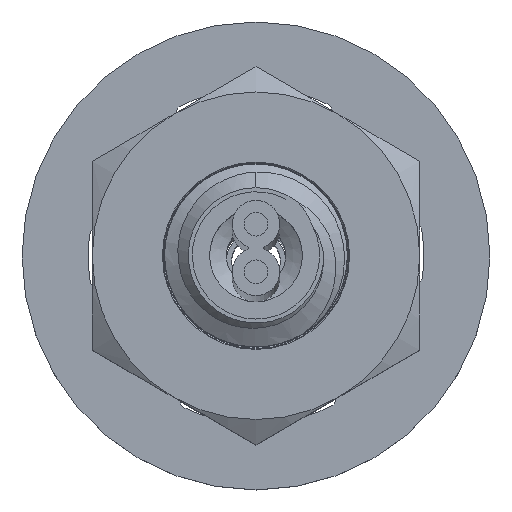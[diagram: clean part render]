
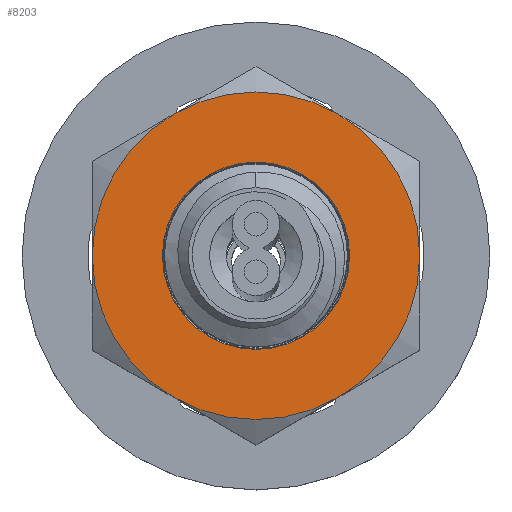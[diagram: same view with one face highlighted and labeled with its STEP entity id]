
A CAD part, top view. The second image highlights one B-rep face of the part: STEP entity #8203.
In plain terms, the highlighted planar face has unit normal (0, 0, 1).
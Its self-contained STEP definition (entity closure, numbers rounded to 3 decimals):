
#7398=CARTESIAN_POINT('',(0.,0.,0.));
#7399=DIRECTION('',(0.,0.,-1.));
#7400=DIRECTION('',(1.,0.,0.));
#7401=AXIS2_PLACEMENT_3D('',#7398,#7399,#7400);
#7403=CARTESIAN_POINT('',(0.,0.,0.));
#7404=DIRECTION('',(0.,0.,-1.));
#7405=DIRECTION('',(0.5,-0.866,0.));
#7406=AXIS2_PLACEMENT_3D('',#7403,#7404,#7405);
#7408=CARTESIAN_POINT('',(0.,0.,0.));
#7409=DIRECTION('',(0.,0.,-1.));
#7410=DIRECTION('',(-0.5,-0.866,0.));
#7411=AXIS2_PLACEMENT_3D('',#7408,#7409,#7410);
#7413=CARTESIAN_POINT('',(0.,0.,0.));
#7414=DIRECTION('',(0.,0.,-1.));
#7415=DIRECTION('',(-1.,0.,0.));
#7416=AXIS2_PLACEMENT_3D('',#7413,#7414,#7415);
#7418=CARTESIAN_POINT('',(0.,0.,0.));
#7419=DIRECTION('',(0.,0.,-1.));
#7420=DIRECTION('',(-0.5,0.866,0.));
#7421=AXIS2_PLACEMENT_3D('',#7418,#7419,#7420);
#7423=CARTESIAN_POINT('',(0.,0.,0.));
#7424=DIRECTION('',(0.,0.,-1.));
#7425=DIRECTION('',(0.5,0.866,0.));
#7426=AXIS2_PLACEMENT_3D('',#7423,#7424,#7425);
#7445=CARTESIAN_POINT('',(0.,0.,0.));
#7446=DIRECTION('',(0.,0.,-1.));
#7447=DIRECTION('',(-1.,0.,0.));
#7448=AXIS2_PLACEMENT_3D('',#7445,#7446,#7447);
#7454=CARTESIAN_POINT('',(0.,0.,0.));
#7455=DIRECTION('',(0.,0.,-1.));
#7456=DIRECTION('',(1.,0.,0.));
#7457=AXIS2_PLACEMENT_3D('',#7454,#7455,#7456);
#7868=CARTESIAN_POINT('',(3.5,0.,0.));
#7869=CARTESIAN_POINT('',(1.75,-3.031,0.));
#7870=VERTEX_POINT('',#7868);
#7871=VERTEX_POINT('',#7869);
#7872=CARTESIAN_POINT('',(-2.,0.,0.));
#7873=CARTESIAN_POINT('',(2.,0.,0.));
#7874=VERTEX_POINT('',#7872);
#7875=VERTEX_POINT('',#7873);
#7899=CARTESIAN_POINT('',(-1.75,-3.031,0.));
#7900=VERTEX_POINT('',#7899);
#7901=CARTESIAN_POINT('',(-3.5,0.,0.));
#7902=VERTEX_POINT('',#7901);
#7903=CARTESIAN_POINT('',(-1.75,3.031,0.));
#7904=CARTESIAN_POINT('',(1.75,3.031,0.));
#7905=VERTEX_POINT('',#7903);
#7906=VERTEX_POINT('',#7904);
#8179=CARTESIAN_POINT('',(-7.,0.,0.));
#8180=DIRECTION('',(0.,0.,1.));
#8181=DIRECTION('',(1.,0.,0.));
#8182=AXIS2_PLACEMENT_3D('',#8179,#8180,#8181);
#8183=PLANE('',#8182);
#8184=ORIENTED_EDGE('',*,*,#8174,.T.);
#8186=ORIENTED_EDGE('',*,*,#8185,.T.);
#8188=ORIENTED_EDGE('',*,*,#8187,.T.);
#8190=ORIENTED_EDGE('',*,*,#8189,.T.);
#8192=ORIENTED_EDGE('',*,*,#8191,.T.);
#8194=ORIENTED_EDGE('',*,*,#8193,.T.);
#8195=EDGE_LOOP('',(#8184,#8186,#8188,#8190,#8192,#8194));
#8196=FACE_OUTER_BOUND('',#8195,.F.);
#8198=ORIENTED_EDGE('',*,*,#8197,.F.);
#8200=ORIENTED_EDGE('',*,*,#8199,.F.);
#8201=EDGE_LOOP('',(#8198,#8200));
#8202=FACE_BOUND('',#8201,.F.);
#8203=ADVANCED_FACE('',(#8196,#8202),#8183,.T.);
#7402=CIRCLE('',#7401,3.5);
#7407=CIRCLE('',#7406,3.5);
#7412=CIRCLE('',#7411,3.5);
#7417=CIRCLE('',#7416,3.5);
#7422=CIRCLE('',#7421,3.5);
#7427=CIRCLE('',#7426,3.5);
#7449=CIRCLE('',#7448,2.);
#7458=CIRCLE('',#7457,2.);
#8174=EDGE_CURVE('',#7870,#7871,#7402,.T.);
#8185=EDGE_CURVE('',#7871,#7900,#7407,.T.);
#8187=EDGE_CURVE('',#7900,#7902,#7412,.T.);
#8189=EDGE_CURVE('',#7902,#7905,#7417,.T.);
#8191=EDGE_CURVE('',#7905,#7906,#7422,.T.);
#8193=EDGE_CURVE('',#7906,#7870,#7427,.T.);
#8197=EDGE_CURVE('',#7874,#7875,#7449,.T.);
#8199=EDGE_CURVE('',#7875,#7874,#7458,.T.);
